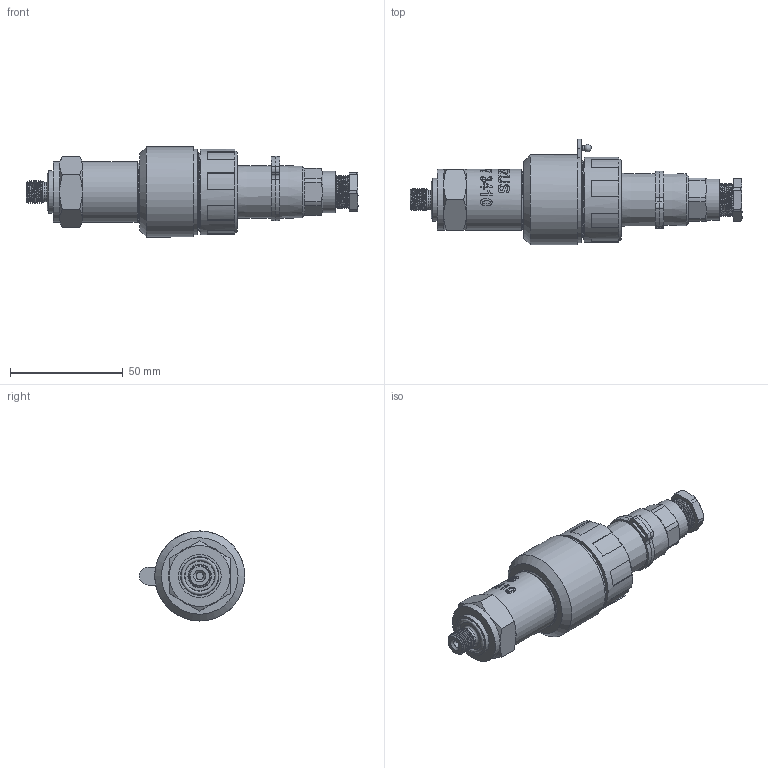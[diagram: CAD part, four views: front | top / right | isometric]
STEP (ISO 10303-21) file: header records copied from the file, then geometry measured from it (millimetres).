
FILE_DESCRIPTION(/* description */ (''),/* implementation_level */ '2;1');
FILE_NAME(/* name */ 'APZ3410_7_Buccaneer.step',/* time_stamp */ '2021-06-25T13:19:46+03:00',/* author */ (''),/* organization */ (''),/* preprocessor_version */ 'ST-DEVELOPER v18.1',/* originating_system */ 'Autodesk Translation Framework v10.9.0.1377',/* authorisation */ '');
FILE_SCHEMA (('AUTOMOTIVE_DESIGN { 1 0 10303 214 3 1 1 }'));
Length unit declared in the file: millimetre
Products named in the file (9): апз3410_filled; Buccaneer assembly v5; Bucaneer female v5; px0736-s; px0736-s_2; Bucaneer male v11; px0735-p; px0735-p_1; M10x1 DIN
Assembly tree (8 placements, depth 5):
  апз3410_filled
    Buccaneer assembly v5
      Bucaneer female v5
        px0736-s
          px0736-s_2
      Bucaneer male v11
        px0735-p
          px0735-p_1
    M10x1 DIN
Bounding box: 147.55 x 46.89 x 40 mm (x, y, z)
Volume: 75491.5 mm3; surface area: 47857.3 mm2
Topology: 14 solids, 18 shells, 1669 faces, 4596 edges, 3021 vertices
Faces by surface type: plane 1012, bspline 268, cylinder 236, cone 123, torus 19, sphere 11
Full cylindrical faces by diameter (mm): 2.03 x1, 2.413 x4, 2.439 x6, 2.459 x2, 2.464 x2, 2.87 x4, 3 x4, 3.3 x1, 3.302 x6, 3.734 x2, 4.1 x6, 4.19 x2, 4.47 x2, 8.255 x1, 8.5 x1, 8.744 x3, 9.53 x2, 9.884 x4, 11.938 x1, 12.09 x1, 13.5 x1, 13.716 x1, 13.741 x5, 14.021 x1, 14.884 x6, 15.062 x9, 16.61 x1, 16.7 x1, 17 x1, 18 x1
Entity records: 86303 total; most frequent: CARTESIAN_POINT 45633, ORIENTED_EDGE 9166, DIRECTION 7143, EDGE_CURVE 4583, VERTEX_POINT 3021, LINE 2945, VECTOR 2945, AXIS2_PLACEMENT_3D 2099
